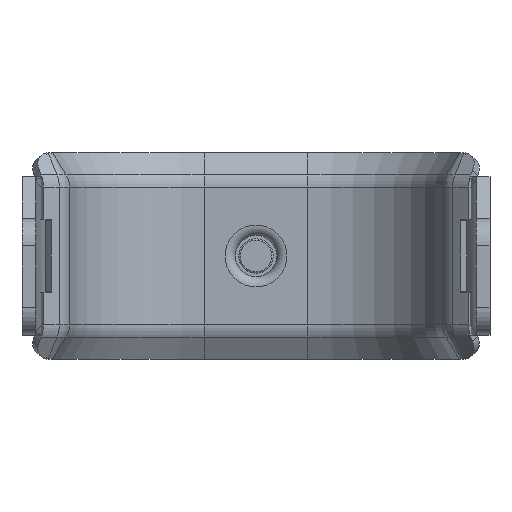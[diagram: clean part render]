
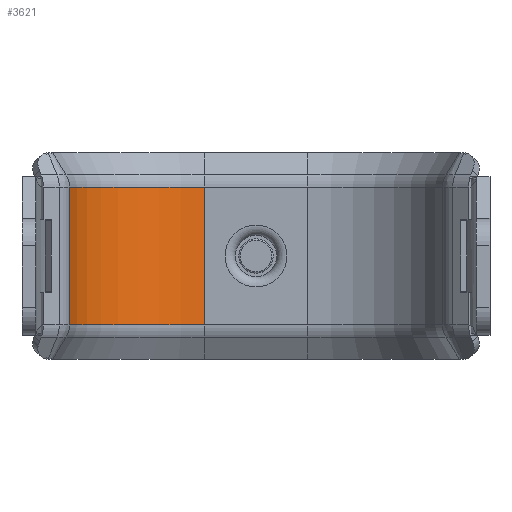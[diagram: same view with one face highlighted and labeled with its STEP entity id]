
A CAD part, front view. The second image highlights one B-rep face of the part: STEP entity #3621.
In plain terms, the highlighted cylindrical face has radius 20.13 mm (diameter 40.261 mm), a partial arc.
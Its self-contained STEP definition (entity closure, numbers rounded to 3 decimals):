
#191=CYLINDRICAL_SURFACE('',#4007,20.13);
#330=FACE_OUTER_BOUND('',#559,.T.);
#559=EDGE_LOOP('',(#2904,#2905,#2906,#2907));
#771=CIRCLE('',#4006,20.13);
#772=CIRCLE('',#4008,20.13);
#1017=LINE('',#7544,#1316);
#1042=LINE('',#7665,#1341);
#1316=VECTOR('',#4632,10.);
#1341=VECTOR('',#4755,10.);
#1618=VERTEX_POINT('',#7541);
#1619=VERTEX_POINT('',#7543);
#1647=VERTEX_POINT('',#7660);
#1648=VERTEX_POINT('',#7664);
#2024=EDGE_CURVE('',#1619,#1618,#1017,.T.);
#2076=EDGE_CURVE('',#1648,#1647,#1042,.T.);
#2099=EDGE_CURVE('',#1618,#1647,#771,.T.);
#2100=EDGE_CURVE('',#1619,#1648,#772,.T.);
#2904=ORIENTED_EDGE('',*,*,#2024,.T.);
#2905=ORIENTED_EDGE('',*,*,#2099,.T.);
#2906=ORIENTED_EDGE('',*,*,#2076,.F.);
#2907=ORIENTED_EDGE('',*,*,#2100,.F.);
#3621=ADVANCED_FACE('',(#330),#191,.F.);
#4006=AXIS2_PLACEMENT_3D('',#7725,#4811,#4812);
#4007=AXIS2_PLACEMENT_3D('',#7726,#4813,#4814);
#4008=AXIS2_PLACEMENT_3D('',#7727,#4815,#4816);
#4632=DIRECTION('',(-1.,0.,0.));
#4755=DIRECTION('',(-1.,0.,0.));
#4811=DIRECTION('center_axis',(-1.,0.,0.));
#4812=DIRECTION('ref_axis',(0.,0.766,-0.643));
#4813=DIRECTION('center_axis',(-1.,0.,0.));
#4814=DIRECTION('ref_axis',(0.,0.452,0.892));
#4815=DIRECTION('center_axis',(-1.,0.,0.));
#4816=DIRECTION('ref_axis',(0.,0.766,-0.643));
#7541=CARTESIAN_POINT('',(-25.025,-11.923,-42.212));
#7543=CARTESIAN_POINT('',(-4.975,-11.923,-42.212));
#7544=CARTESIAN_POINT('',(-25.025,-11.923,-42.212));
#7660=CARTESIAN_POINT('',(-25.025,-36.445,-47.228));
#7664=CARTESIAN_POINT('',(-4.975,-36.445,-47.228));
#7665=CARTESIAN_POINT('',(-25.025,-36.445,-47.228));
#7725=CARTESIAN_POINT('Origin',(-25.025,-27.343,-29.272));
#7726=CARTESIAN_POINT('Origin',(-15.,-27.343,-29.272));
#7727=CARTESIAN_POINT('Origin',(-4.975,-27.343,-29.272));
